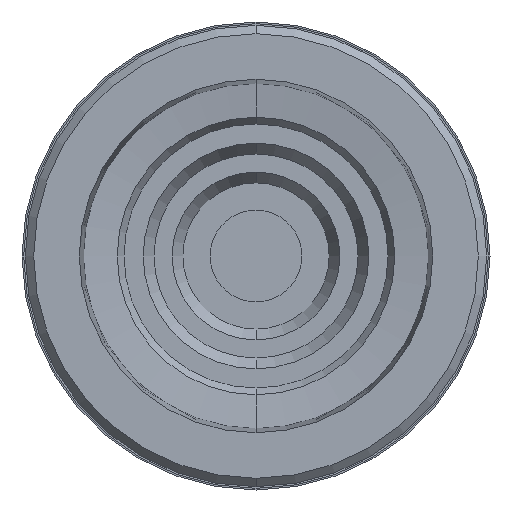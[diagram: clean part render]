
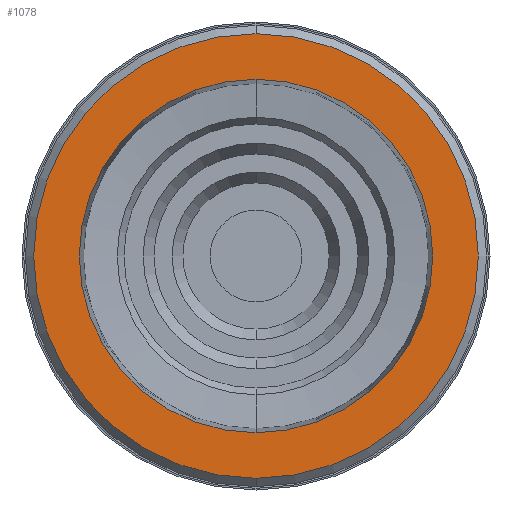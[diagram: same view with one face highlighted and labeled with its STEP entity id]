
A CAD part, front view. The second image highlights one B-rep face of the part: STEP entity #1078.
In plain terms, the highlighted planar face has unit normal (0, -1, 0).
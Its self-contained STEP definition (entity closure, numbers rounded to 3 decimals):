
#53 = CARTESIAN_POINT ( 'NONE',  ( 26.6, 0., 0. ) ) ;
#54 = PLANE ( 'NONE',  #1205 ) ;
#56 = DIRECTION ( 'NONE',  ( 0., -1., 0. ) ) ;
#57 = DIRECTION ( 'NONE',  ( 0., 0., -1. ) ) ;
#139 = CARTESIAN_POINT ( 'NONE',  ( 0., 0., 0. ) ) ;
#145 = CARTESIAN_POINT ( 'NONE',  ( 0., 0., 0. ) ) ;
#146 = DIRECTION ( 'NONE',  ( 0., -1., 0. ) ) ;
#147 = DIRECTION ( 'NONE',  ( 0., 0., -1. ) ) ;
#152 = DIRECTION ( 'NONE',  ( 0., -1., 0. ) ) ;
#153 = DIRECTION ( 'NONE',  ( 0., 0., -1. ) ) ;
#275 = EDGE_CURVE ( 'NONE', #374, #372, #1313, .T. ) ;
#280 = EDGE_CURVE ( 'NONE', #355, #361, #1320, .T. ) ;
#355 = VERTEX_POINT ( 'NONE', #630 ) ;
#361 = VERTEX_POINT ( 'NONE', #636 ) ;
#372 = VERTEX_POINT ( 'NONE', #647 ) ;
#374 = VERTEX_POINT ( 'NONE', #649 ) ;
#504 = CARTESIAN_POINT ( 'NONE',  ( 0., 0., 0. ) ) ;
#505 = DIRECTION ( 'NONE',  ( 0., -1., 0. ) ) ;
#506 = DIRECTION ( 'NONE',  ( 0., 0., -1. ) ) ;
#516 = CARTESIAN_POINT ( 'NONE',  ( 0., 0., 0. ) ) ;
#518 = DIRECTION ( 'NONE',  ( 0., -1., 0. ) ) ;
#519 = DIRECTION ( 'NONE',  ( 0., 0., -1. ) ) ;
#630 = CARTESIAN_POINT ( 'NONE',  ( 0., 0., -26.6 ) ) ;
#636 = CARTESIAN_POINT ( 'NONE',  ( 0., 0., 26.6 ) ) ;
#647 = CARTESIAN_POINT ( 'NONE',  ( 0., 0., -21.15 ) ) ;
#649 = CARTESIAN_POINT ( 'NONE',  ( 0., 0., 21.15 ) ) ;
#801 = EDGE_LOOP ( 'NONE', ( #955, #956 ) ) ;
#819 = EDGE_LOOP ( 'NONE', ( #957, #958 ) ) ;
#955 = ORIENTED_EDGE ( 'NONE', *, *, #1109, .T. ) ;
#956 = ORIENTED_EDGE ( 'NONE', *, *, #280, .T. ) ;
#957 = ORIENTED_EDGE ( 'NONE', *, *, #1107, .F. ) ;
#958 = ORIENTED_EDGE ( 'NONE', *, *, #275, .F. ) ;
#1078 = ADVANCED_FACE ( 'NONE', ( #1441, #1444 ), #54, .T. ) ;
#1107 = EDGE_CURVE ( 'NONE', #372, #374, #1485, .T. ) ;
#1109 = EDGE_CURVE ( 'NONE', #361, #355, #1487, .T. ) ;
#1153 = AXIS2_PLACEMENT_3D ( 'NONE', #504, #505, #506 ) ;
#1156 = AXIS2_PLACEMENT_3D ( 'NONE', #516, #518, #519 ) ;
#1205 = AXIS2_PLACEMENT_3D ( 'NONE', #53, #56, #57 ) ;
#1235 = AXIS2_PLACEMENT_3D ( 'NONE', #139, #146, #147 ) ;
#1237 = AXIS2_PLACEMENT_3D ( 'NONE', #145, #152, #153 ) ;
#1313 = CIRCLE ( 'NONE', #1153, 21.15 ) ;
#1320 = CIRCLE ( 'NONE', #1156, 26.6 ) ;
#1441 = FACE_OUTER_BOUND ( 'NONE', #801, .T. ) ;
#1444 = FACE_BOUND ( 'NONE', #819, .T. ) ;
#1485 = CIRCLE ( 'NONE', #1235, 21.15 ) ;
#1487 = CIRCLE ( 'NONE', #1237, 26.6 ) ;
